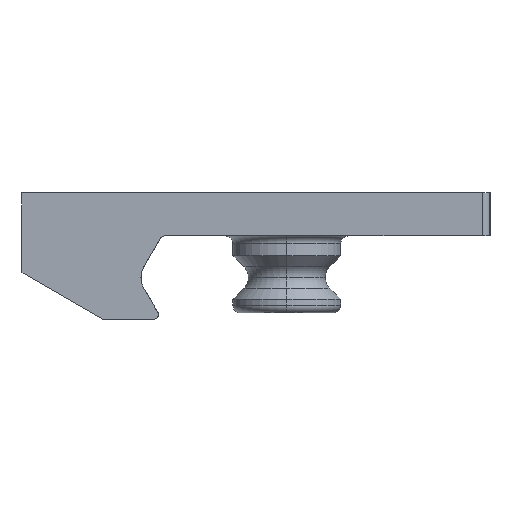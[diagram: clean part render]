
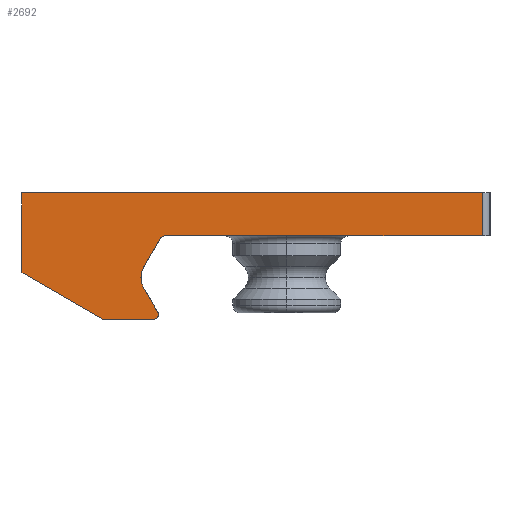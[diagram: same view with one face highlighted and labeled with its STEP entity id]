
A CAD part, left-side view. The second image highlights one B-rep face of the part: STEP entity #2692.
In plain terms, the highlighted planar face has unit normal (-1, 0, 0).
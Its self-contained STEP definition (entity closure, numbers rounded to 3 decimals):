
#42 = VECTOR ( 'NONE', #2238, 1000. ) ;
#51 = VECTOR ( 'NONE', #2548, 1000. ) ;
#96 = CARTESIAN_POINT ( 'NONE',  ( 0., 0.5, -2.8 ) ) ;
#108 = VECTOR ( 'NONE', #1839, 1000. ) ;
#133 = CARTESIAN_POINT ( 'NONE',  ( 0., 25.173, -8.2 ) ) ;
#185 = CARTESIAN_POINT ( 'NONE',  ( 0., 0., -2.8 ) ) ;
#198 = VERTEX_POINT ( 'NONE', #1517 ) ;
#214 = DIRECTION ( 'NONE',  ( 0., 0., 1. ) ) ;
#239 = VERTEX_POINT ( 'NONE', #898 ) ;
#300 = CARTESIAN_POINT ( 'NONE',  ( 0., 21.27, -5.5 ) ) ;
#312 = VECTOR ( 'NONE', #436, 1000. ) ;
#331 = LINE ( 'NONE', #1994, #828 ) ;
#359 = ORIENTED_EDGE ( 'NONE', *, *, #1046, .F. ) ;
#372 = CARTESIAN_POINT ( 'NONE',  ( 0., 8.632, -17.75 ) ) ;
#436 = DIRECTION ( 'NONE',  ( 0., -0.5, -0.866 ) ) ;
#450 = ORIENTED_EDGE ( 'NONE', *, *, #2446, .F. ) ;
#453 = VERTEX_POINT ( 'NONE', #2523 ) ;
#471 = DIRECTION ( 'NONE',  ( 1., 0., 0. ) ) ;
#486 = DIRECTION ( 'NONE',  ( 0., 0., 1. ) ) ;
#591 = DIRECTION ( 'NONE',  ( 0., 0., -1. ) ) ;
#656 = CARTESIAN_POINT ( 'NONE',  ( 0., 22.483, -6.2 ) ) ;
#828 = VECTOR ( 'NONE', #1426, 1000. ) ;
#898 = CARTESIAN_POINT ( 'NONE',  ( 0., 22.483, -4.8 ) ) ;
#899 = AXIS2_PLACEMENT_3D ( 'NONE', #1536, #471, #214 ) ;
#952 = LINE ( 'NONE', #1365, #42 ) ;
#977 = LINE ( 'NONE', #1220, #108 ) ;
#986 = AXIS2_PLACEMENT_3D ( 'NONE', #300, #2017, #1811 ) ;
#1004 = DIRECTION ( 'NONE',  ( 0., 0.866, 0.5 ) ) ;
#1012 = DIRECTION ( 'NONE',  ( 0., 0., 1. ) ) ;
#1037 = VERTEX_POINT ( 'NONE', #133 ) ;
#1046 = EDGE_CURVE ( 'NONE', #1756, #239, #331, .T. ) ;
#1134 = EDGE_CURVE ( 'NONE', #453, #1550, #977, .T. ) ;
#1158 = CARTESIAN_POINT ( 'NONE',  ( 0., 0., -2.8 ) ) ;
#1214 = CIRCLE ( 'NONE', #899, 0.3 ) ;
#1218 = VERTEX_POINT ( 'NONE', #2766 ) ;
#1220 = CARTESIAN_POINT ( 'NONE',  ( 0., 0., 0. ) ) ;
#1247 = CARTESIAN_POINT ( 'NONE',  ( 0., 21.848, -8.2 ) ) ;
#1271 = VECTOR ( 'NONE', #591, 1000. ) ;
#1299 = EDGE_LOOP ( 'NONE', ( #1584, #1601, #450, #1845, #2413, #1640, #1301, #359, #2441, #2192, #1351 ) ) ;
#1301 = ORIENTED_EDGE ( 'NONE', *, *, #2352, .F. ) ;
#1315 = AXIS2_PLACEMENT_3D ( 'NONE', #1158, #1345, #486 ) ;
#1345 = DIRECTION ( 'NONE',  ( 1., 0., 0. ) ) ;
#1351 = ORIENTED_EDGE ( 'NONE', *, *, #1940, .F. ) ;
#1365 = CARTESIAN_POINT ( 'NONE',  ( 0., 0.5, -2.8 ) ) ;
#1380 = PLANE ( 'NONE',  #1315 ) ;
#1416 = VERTEX_POINT ( 'NONE', #2266 ) ;
#1426 = DIRECTION ( 'NONE',  ( 0., 0.5, -0.866 ) ) ;
#1517 = CARTESIAN_POINT ( 'NONE',  ( 0., 30.4, -5.182 ) ) ;
#1536 = CARTESIAN_POINT ( 'NONE',  ( 0., 21.848, -7.9 ) ) ;
#1550 = VERTEX_POINT ( 'NONE', #2055 ) ;
#1572 = AXIS2_PLACEMENT_3D ( 'NONE', #1894, #2794, #1012 ) ;
#1584 = ORIENTED_EDGE ( 'NONE', *, *, #1134, .F. ) ;
#1593 = FACE_OUTER_BOUND ( 'NONE', #1299, .T. ) ;
#1601 = ORIENTED_EDGE ( 'NONE', *, *, #1605, .T. ) ;
#1605 = EDGE_CURVE ( 'NONE', #453, #198, #2531, .T. ) ;
#1640 = ORIENTED_EDGE ( 'NONE', *, *, #2614, .F. ) ;
#1665 = LINE ( 'NONE', #372, #2080 ) ;
#1687 = EDGE_CURVE ( 'NONE', #1218, #1914, #2130, .T. ) ;
#1756 = VERTEX_POINT ( 'NONE', #2372 ) ;
#1811 = DIRECTION ( 'NONE',  ( 0., 0., 1. ) ) ;
#1839 = DIRECTION ( 'NONE',  ( 0., -1., 0. ) ) ;
#1840 = EDGE_CURVE ( 'NONE', #1416, #2397, #1214, .T. ) ;
#1845 = ORIENTED_EDGE ( 'NONE', *, *, #2744, .F. ) ;
#1894 = CARTESIAN_POINT ( 'NONE',  ( 0., 21.155, -3.1 ) ) ;
#1897 = CARTESIAN_POINT ( 'NONE',  ( 0., 30.4, -2.8 ) ) ;
#1914 = VERTEX_POINT ( 'NONE', #96 ) ;
#1921 = LINE ( 'NONE', #2361, #312 ) ;
#1940 = EDGE_CURVE ( 'NONE', #1550, #1914, #952, .T. ) ;
#1994 = CARTESIAN_POINT ( 'NONE',  ( 0., 21.328, -2.8 ) ) ;
#2017 = DIRECTION ( 'NONE',  ( -1., 0., 0. ) ) ;
#2035 = EDGE_CURVE ( 'NONE', #1218, #1756, #2833, .T. ) ;
#2055 = CARTESIAN_POINT ( 'NONE',  ( 0., 0.5, 0. ) ) ;
#2080 = VECTOR ( 'NONE', #1004, 1000. ) ;
#2130 = LINE ( 'NONE', #185, #51 ) ;
#2192 = ORIENTED_EDGE ( 'NONE', *, *, #1687, .T. ) ;
#2205 = DIRECTION ( 'NONE',  ( 0., 1., 0. ) ) ;
#2227 = CARTESIAN_POINT ( 'NONE',  ( 0., 21.328, -8.2 ) ) ;
#2238 = DIRECTION ( 'NONE',  ( 0., 0., -1. ) ) ;
#2266 = CARTESIAN_POINT ( 'NONE',  ( 0., 21.588, -7.75 ) ) ;
#2352 = EDGE_CURVE ( 'NONE', #239, #2522, #2642, .T. ) ;
#2361 = CARTESIAN_POINT ( 'NONE',  ( 0., 22.887, -5.5 ) ) ;
#2372 = CARTESIAN_POINT ( 'NONE',  ( 0., 21.415, -2.95 ) ) ;
#2397 = VERTEX_POINT ( 'NONE', #1247 ) ;
#2413 = ORIENTED_EDGE ( 'NONE', *, *, #1840, .F. ) ;
#2441 = ORIENTED_EDGE ( 'NONE', *, *, #2035, .F. ) ;
#2446 = EDGE_CURVE ( 'NONE', #1037, #198, #1665, .T. ) ;
#2522 = VERTEX_POINT ( 'NONE', #656 ) ;
#2523 = CARTESIAN_POINT ( 'NONE',  ( 0., 30.4, 0. ) ) ;
#2531 = LINE ( 'NONE', #1897, #1271 ) ;
#2547 = VECTOR ( 'NONE', #2205, 1000. ) ;
#2548 = DIRECTION ( 'NONE',  ( 0., -1., 0. ) ) ;
#2614 = EDGE_CURVE ( 'NONE', #2522, #1416, #1921, .T. ) ;
#2642 = CIRCLE ( 'NONE', #986, 1.4 ) ;
#2643 = LINE ( 'NONE', #2227, #2547 ) ;
#2692 = ADVANCED_FACE ( 'NONE', ( #1593 ), #1380, .F. ) ;
#2744 = EDGE_CURVE ( 'NONE', #2397, #1037, #2643, .T. ) ;
#2766 = CARTESIAN_POINT ( 'NONE',  ( 0., 21.155, -2.8 ) ) ;
#2794 = DIRECTION ( 'NONE',  ( -1., 0., 0. ) ) ;
#2833 = CIRCLE ( 'NONE', #1572, 0.3 ) ;
